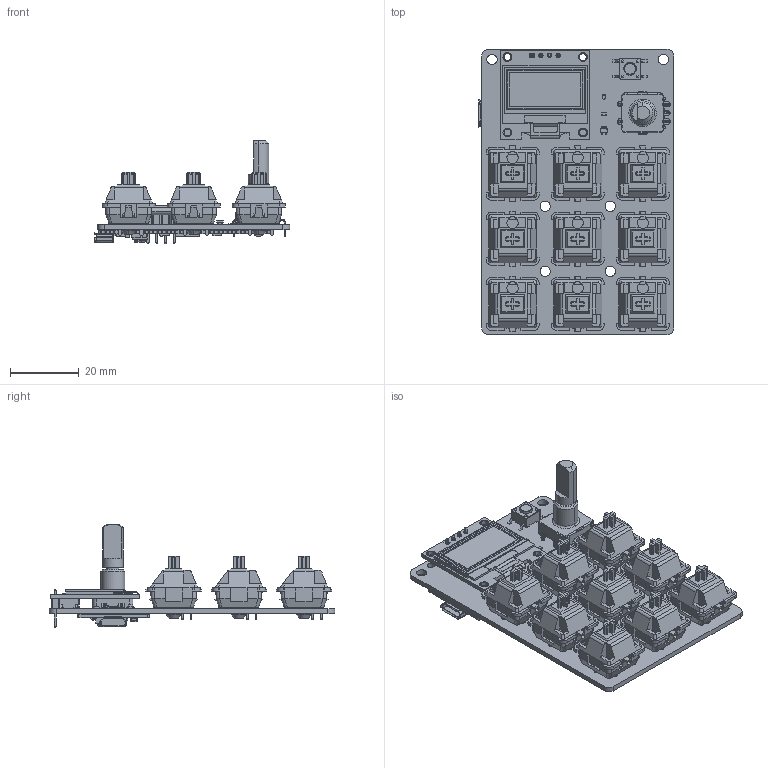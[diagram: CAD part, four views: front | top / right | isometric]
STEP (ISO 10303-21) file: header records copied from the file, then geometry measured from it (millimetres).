
FILE_DESCRIPTION(('KiCad electronic assembly'),'2;1');
FILE_NAME('Mini_Tastatur.step','2025-09-17T23:47:10',('Pcbnew'),('Kicad' ),'Open CASCADE STEP processor 7.8','KiCad to STEP converter', 'Unknown');
FILE_SCHEMA(('AUTOMOTIVE_DESIGN { 1 0 10303 214 1 1 1 1 }'));
Length unit declared in the file: millimetre
Products named in the file (13): Mini_Tastatur 1; MX1A-11NN; SOT-353_SC-70-5; DM-OLED096-636; DM-OLED096-636_Module; DM-OLED096-636_Panel; EC11E18244AU; R_0603_1608Metric; D_SOD-523; SW_Push_1P1T_NO_E-Switch_TL3301NxxxxxG; RaspberryPi_Pico; RaspberryPi_Pico_Module_KiCad; Mini_Tastatur_PCB
Assembly tree (20 placements, depth 3):
  Mini_Tastatur 1
    MX1A-11NN  x9
    SOT-353_SC-70-5
    DM-OLED096-636
      DM-OLED096-636_Module
      DM-OLED096-636_Panel
    EC11E18244AU
    R_0603_1608Metric
    D_SOD-523
    SW_Push_1P1T_NO_E-Switch_TL3301NxxxxxG
    RaspberryPi_Pico
      RaspberryPi_Pico_Module_KiCad
    Mini_Tastatur_PCB
Bounding box: 57.01 x 83.3 x 30.24 mm (x, y, z)
Volume: 24311.7 mm3; surface area: 33377.1 mm2
Topology: 110 solids, 110 shells, 3869 faces, 10402 edges, 6790 vertices
Faces by surface type: plane 3059, cylinder 638, sphere 72, bspline 56, cone 27, torus 13, revolution 4
Full cylindrical faces by diameter (mm): 0.75 x4, 1 x52, 1.5 x18, 1.7 x18, 2 x2, 2.1 x4, 2.2 x1, 3 x6, 3.5 x1, 3.7 x1, 3.988 x9
Entity records: 75948 total; most frequent: CARTESIAN_POINT 12730, ORIENTED_EDGE 11284, DIRECTION 10788, EDGE_CURVE 5642, LINE 4400, VECTOR 4400, VERTEX_POINT 3718, AXIS2_PLACEMENT_3D 3192
